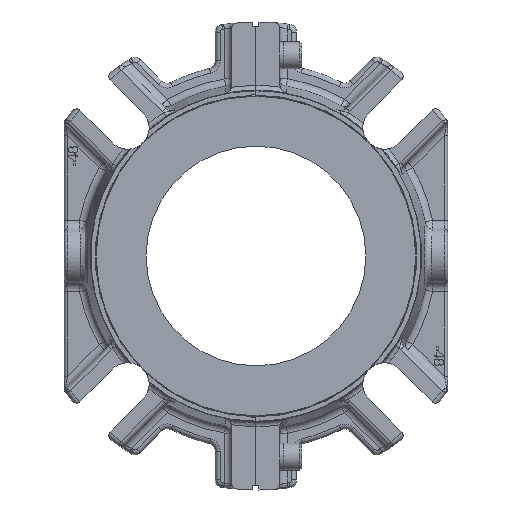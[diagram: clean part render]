
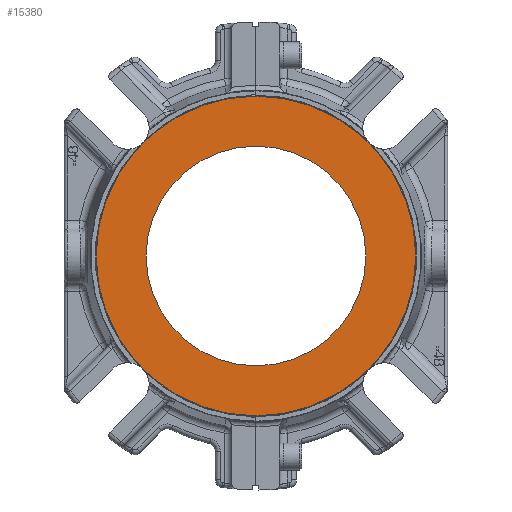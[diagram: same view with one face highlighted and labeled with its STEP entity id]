
A CAD part, front view. The second image highlights one B-rep face of the part: STEP entity #15380.
In plain terms, the highlighted planar face has unit normal (0, -1, 0).
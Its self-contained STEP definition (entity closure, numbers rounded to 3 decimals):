
#3054=ORIENTED_EDGE('',*,*,#8018,.T.);
#3055=ORIENTED_EDGE('',*,*,#8015,.T.);
#8015=EDGE_CURVE('',#10499,#10499,#11962,.T.);
#8018=EDGE_CURVE('',#10500,#10500,#11965,.F.);
#10499=VERTEX_POINT('',#23133);
#10500=VERTEX_POINT('',#23138);
#11962=CIRCLE('',#16434,106.256);
#11965=CIRCLE('',#16438,73.025);
#13006=EDGE_LOOP('',(#3054));
#13007=EDGE_LOOP('',(#3055));
#14073=FACE_BOUND('',#13006,.T.);
#14074=FACE_BOUND('',#13007,.T.);
#15114=PLANE('',#16437);
#15380=ADVANCED_FACE('',(#14073,#14074),#15114,.T.);
#16434=AXIS2_PLACEMENT_3D('',#23132,#18481,#18482);
#16437=AXIS2_PLACEMENT_3D('',#23136,#18487,#18488);
#16438=AXIS2_PLACEMENT_3D('',#23137,#18489,#18490);
#18481=DIRECTION('',(0.,-1.,0.));
#18482=DIRECTION('',(0.,0.,-1.));
#18487=DIRECTION('',(0.,-1.,0.));
#18488=DIRECTION('',(0.,0.,-1.));
#18489=DIRECTION('',(0.,-1.,0.));
#18490=DIRECTION('',(1.,0.,0.));
#23132=CARTESIAN_POINT('',(0.,-3.523,0.));
#23133=CARTESIAN_POINT('',(0.,-3.523,-106.256));
#23136=CARTESIAN_POINT('',(0.,-3.523,-93.569));
#23137=CARTESIAN_POINT('',(0.,-3.523,0.));
#23138=CARTESIAN_POINT('',(73.025,-3.523,0.));
